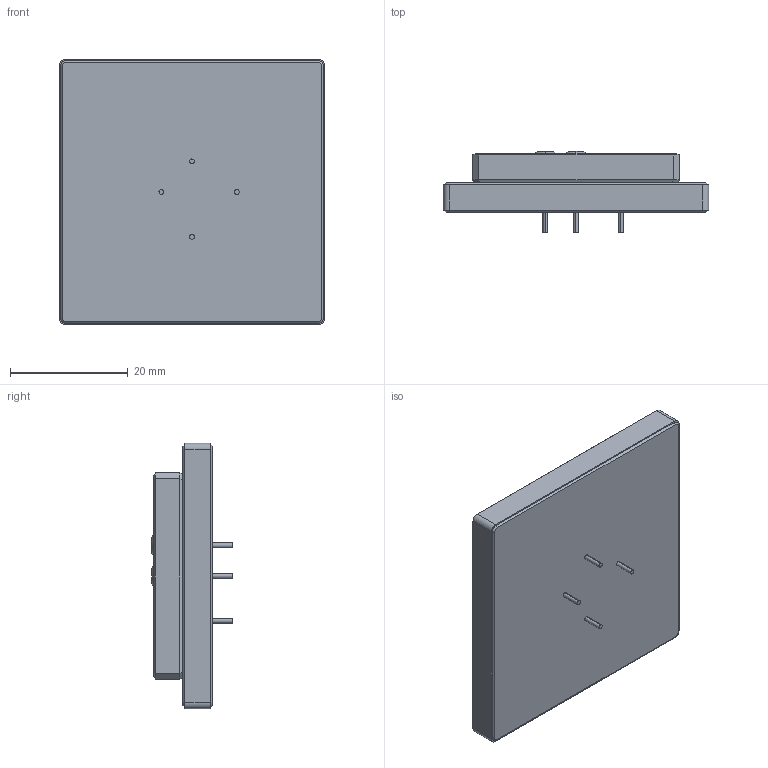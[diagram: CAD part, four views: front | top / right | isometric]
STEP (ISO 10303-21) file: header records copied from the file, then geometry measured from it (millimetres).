
FILE_DESCRIPTION (( 'STEP AP214' ), '1' );
FILE_NAME ('HP24510A.STEP', '2023-12-14T11:13:31', ( '' ), ( '' ), 'SwSTEP 2.0', 'SolidWorks 2022', '' );
FILE_SCHEMA (( 'AUTOMOTIVE_DESIGN' ));
Length unit declared in the file: millimetre
Products named in the file (1): HP24510A
Bounding box: 45 x 13.71 x 45 mm (x, y, z)
Volume: 16203.5 mm3; surface area: 5625.3 mm2
Topology: 1 solids, 1 shells, 341 faces, 881 edges, 582 vertices
Faces by surface type: plane 202, bspline 107, cylinder 20, cone 8, torus 4
Entity records: 16334 total; most frequent: CARTESIAN_POINT 4888, ORIENTED_EDGE 1762, DIRECTION 1205, EDGE_CURVE 881, VECTOR 599, LINE 599, VERTEX_POINT 582, EDGE_LOOP 381
